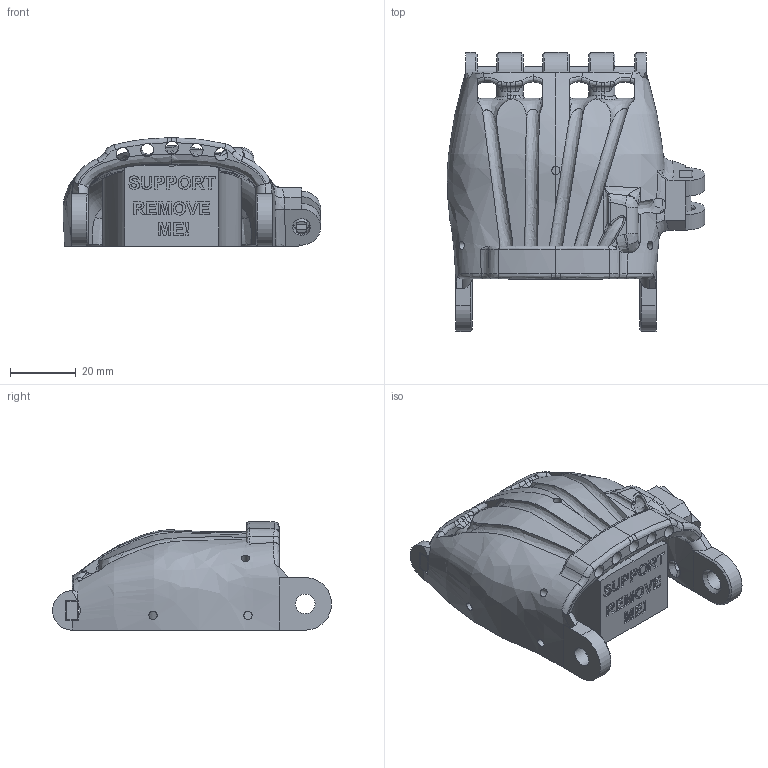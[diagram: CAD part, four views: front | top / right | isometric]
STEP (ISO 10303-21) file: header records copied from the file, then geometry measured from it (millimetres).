
FILE_DESCRIPTION(/* description */ (''),/* implementation_level */ '2;1');
FILE_NAME(/* name */ 'Raptor Reloaded Left Palm.stp',/* time_stamp */ '2015-05-22T17:07:13-05:00',/* author */ (''),/* organization */ (''),/* preprocessor_version */ 'ST-DEVELOPER v16',/* originating_system */ 'Autodesk Translator Framework v4.0.0.4510',/* authorisation */ '');
FILE_SCHEMA (('AUTOMOTIVE_DESIGN { 1 0 10303 214 3 1 1 }'));
Products named in the file (6): Raptor 1.82 Palm; Knuckle Pin 1; Thumb  Pin; Knuckle Pin 22; Raptor 2.0 Palm; Raptor Reloaded Left Palm v2
Assembly tree (5 placements, depth 2):
  Raptor Reloaded Left Palm v2
    Raptor 1.82 Palm
    Raptor 2.0 Palm
    Knuckle Pin 1
    Thumb  Pin
    Knuckle Pin 22
Bounding box: 78.39 x 85 x 33 mm (x, y, z)
Volume: 46674.7 mm3; surface area: 33515 mm2
Topology: 5 solids, 5 shells, 885 faces, 2460 edges, 1605 vertices
Faces by surface type: plane 433, bspline 327, cylinder 88, cone 23, torus 13, sphere 1
Full cylindrical faces by diameter (mm): 2.5 x21, 4 x5, 5 x5, 5.4 x1, 6 x2
Entity records: 47361 total; most frequent: CARTESIAN_POINT 27354, ORIENTED_EDGE 4818, DIRECTION 2883, EDGE_CURVE 2409, VERTEX_POINT 1594, LINE 1195, VECTOR 1195, EDGE_LOOP 1001
